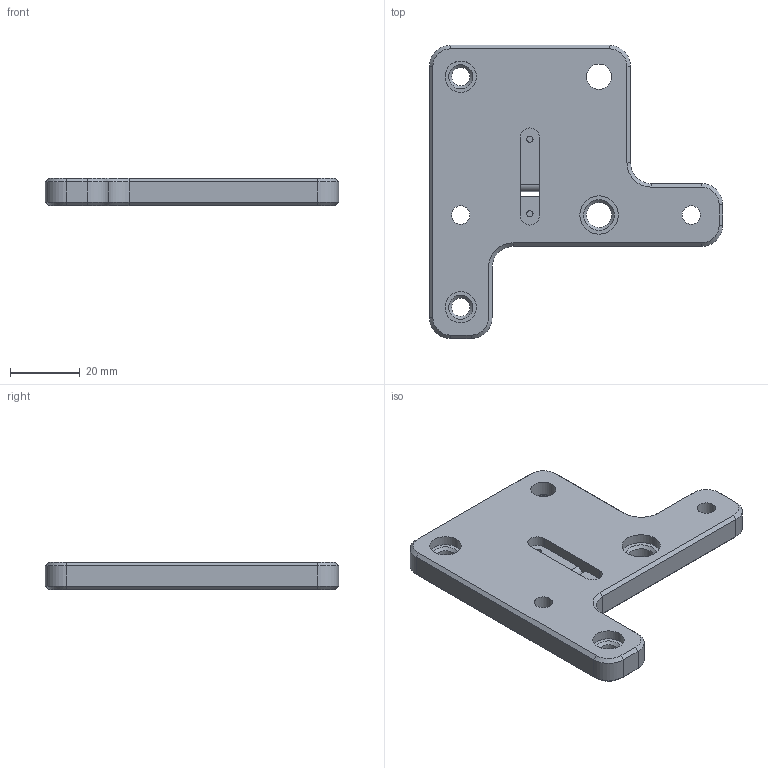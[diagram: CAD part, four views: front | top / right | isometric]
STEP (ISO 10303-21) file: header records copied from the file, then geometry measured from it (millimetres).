
FILE_DESCRIPTION(/* description */ (''),/* implementation_level */ '2;1');
FILE_NAME(/* name */ 'Carriage.step',/* time_stamp */ '2023-01-31T09:33:37-06:00',/* author */ (''),/* organization */ (''),/* preprocessor_version */ 'ST-DEVELOPER v19.2',/* originating_system */ 'Autodesk Translation Framework v11.17.0.187',/* authorisation */ '');
FILE_SCHEMA (('AUTOMOTIVE_DESIGN { 1 0 10303 214 3 1 1 }'));
Length unit declared in the file: millimetre
Products named in the file (1): Carriage
Bounding box: 84.17 x 84.17 x 8 mm (x, y, z)
Volume: 31015.5 mm3; surface area: 11641.4 mm2
Topology: 1 solids, 1 shells, 88 faces, 199 edges, 121 vertices
Faces by surface type: plane 40, cylinder 26, cone 22
Full cylindrical faces by diameter (mm): 1.8 x2, 5.3 x4, 7.24 x2, 9 x4, 11 x2
Entity records: 2501 total; most frequent: DIRECTION 454, CARTESIAN_POINT 409, ORIENTED_EDGE 398, EDGE_CURVE 199, AXIS2_PLACEMENT_3D 166, LINE 122, VECTOR 122, VERTEX_POINT 121
